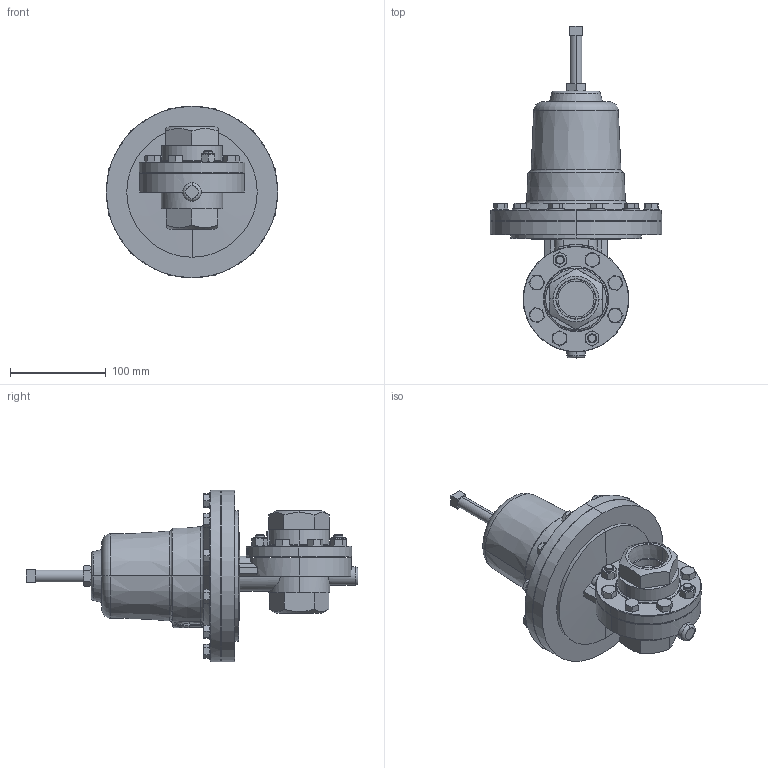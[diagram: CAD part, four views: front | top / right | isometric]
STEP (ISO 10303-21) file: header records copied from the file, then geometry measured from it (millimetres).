
FILE_DESCRIPTION (( 'STEP AP203' ), '1' );
FILE_NAME ('60-125-DI-PT.STEP', '2017-07-11T13:29:53', ( '' ), ( '' ), 'SwSTEP 2.0', 'SolidWorks 2014', '' );
FILE_SCHEMA (( 'CONFIG_CONTROL_DESIGN' ));
Length unit declared in the file: inch
Products named in the file (2): 60-125-DI-PT
Bounding box: 179.32 x 347.32 x 179.32 mm (x, y, z)
Volume: 2074528.4 mm3; surface area: 189313.1 mm2
Topology: 1 solids, 1 shells, 614 faces, 1472 edges, 906 vertices
Faces by surface type: plane 260, cone 169, cylinder 113, bspline 47, torus 23, sphere 2
Entity records: 26940 total; most frequent: CARTESIAN_POINT 13079, ORIENTED_EDGE 2944, DIRECTION 2699, EDGE_CURVE 1472, AXIS2_PLACEMENT_3D 1094, VERTEX_POINT 906, EDGE_LOOP 698, ADVANCED_FACE 614
